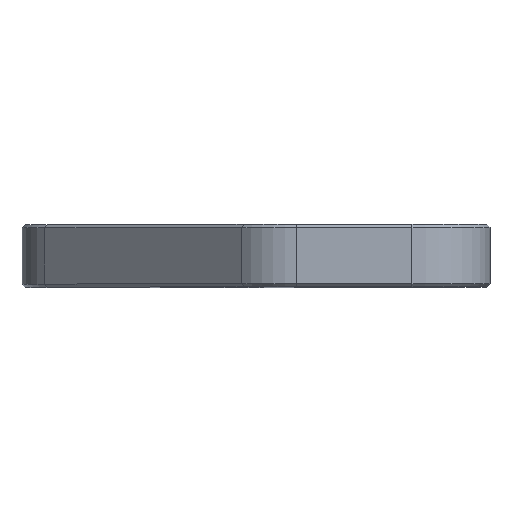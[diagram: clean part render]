
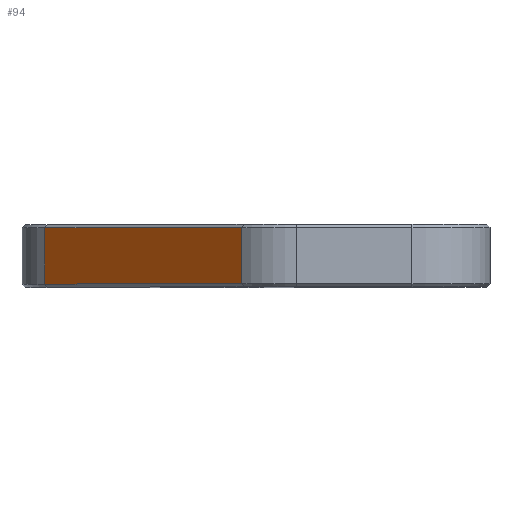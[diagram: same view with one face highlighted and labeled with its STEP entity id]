
A CAD part, top view. The second image highlights one B-rep face of the part: STEP entity #94.
In plain terms, the highlighted planar face has unit normal (-0.707, 0, 0.707).
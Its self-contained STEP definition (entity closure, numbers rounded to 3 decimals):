
#77 = DIRECTION ( 'NONE',  ( 0., -1., 0. ) ) ;
#94 = ADVANCED_FACE ( 'NONE', ( #1315 ), #471, .F. ) ;
#96 = VECTOR ( 'NONE', #1311, 1000. ) ;
#108 = EDGE_LOOP ( 'NONE', ( #1374, #1336, #1340, #1078 ) ) ;
#197 = LINE ( 'NONE', #1171, #1383 ) ;
#237 = LINE ( 'NONE', #679, #1232 ) ;
#413 = CARTESIAN_POINT ( 'NONE',  ( 14.092, 1.8, -1.464 ) ) ;
#471 = PLANE ( 'NONE',  #937 ) ;
#489 = VERTEX_POINT ( 'NONE', #413 ) ;
#583 = CARTESIAN_POINT ( 'NONE',  ( 0., 2., -15.556 ) ) ;
#588 = EDGE_CURVE ( 'NONE', #1191, #489, #237, .T. ) ;
#594 = CARTESIAN_POINT ( 'NONE',  ( 14.092, -1.8, -1.464 ) ) ;
#654 = LINE ( 'NONE', #1143, #96 ) ;
#679 = CARTESIAN_POINT ( 'NONE',  ( 14.092, 2., -1.464 ) ) ;
#703 = VECTOR ( 'NONE', #856, 1000. ) ;
#814 = DIRECTION ( 'NONE',  ( -0.707, 0., -0.707 ) ) ;
#856 = DIRECTION ( 'NONE',  ( -0.707, 0., -0.707 ) ) ;
#866 = CARTESIAN_POINT ( 'NONE',  ( 1.464, 1.8, -14.092 ) ) ;
#937 = AXIS2_PLACEMENT_3D ( 'NONE', #583, #1553, #814 ) ;
#948 = VERTEX_POINT ( 'NONE', #1087 ) ;
#1078 = ORIENTED_EDGE ( 'NONE', *, *, #1351, .T. ) ;
#1084 = EDGE_CURVE ( 'NONE', #1252, #1191, #654, .T. ) ;
#1085 = CARTESIAN_POINT ( 'NONE',  ( 1.464, -1.8, -14.092 ) ) ;
#1087 = CARTESIAN_POINT ( 'NONE',  ( 1.464, 1.8, -14.092 ) ) ;
#1143 = CARTESIAN_POINT ( 'NONE',  ( 0., -1.8, -15.556 ) ) ;
#1171 = CARTESIAN_POINT ( 'NONE',  ( 1.464, 2., -14.092 ) ) ;
#1172 = DIRECTION ( 'NONE',  ( 0., 1., 0. ) ) ;
#1191 = VERTEX_POINT ( 'NONE', #594 ) ;
#1213 = EDGE_CURVE ( 'NONE', #948, #1252, #197, .T. ) ;
#1232 = VECTOR ( 'NONE', #1172, 1000. ) ;
#1252 = VERTEX_POINT ( 'NONE', #1085 ) ;
#1311 = DIRECTION ( 'NONE',  ( 0.707, 0., 0.707 ) ) ;
#1315 = FACE_OUTER_BOUND ( 'NONE', #108, .T. ) ;
#1336 = ORIENTED_EDGE ( 'NONE', *, *, #1084, .T. ) ;
#1340 = ORIENTED_EDGE ( 'NONE', *, *, #588, .T. ) ;
#1351 = EDGE_CURVE ( 'NONE', #489, #948, #1562, .T. ) ;
#1374 = ORIENTED_EDGE ( 'NONE', *, *, #1213, .T. ) ;
#1383 = VECTOR ( 'NONE', #77, 1000. ) ;
#1553 = DIRECTION ( 'NONE',  ( 0.707, 0., -0.707 ) ) ;
#1562 = LINE ( 'NONE', #866, #703 ) ;
